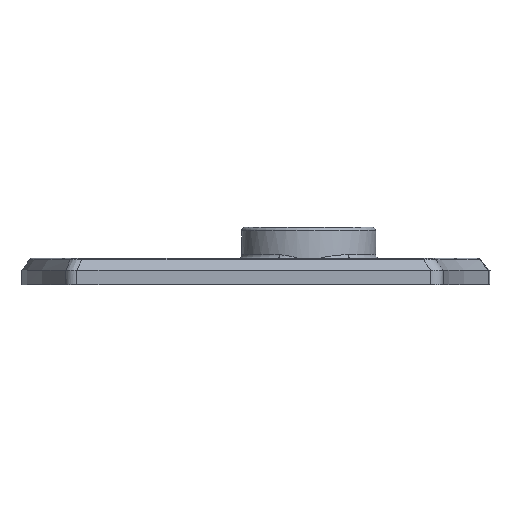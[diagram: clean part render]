
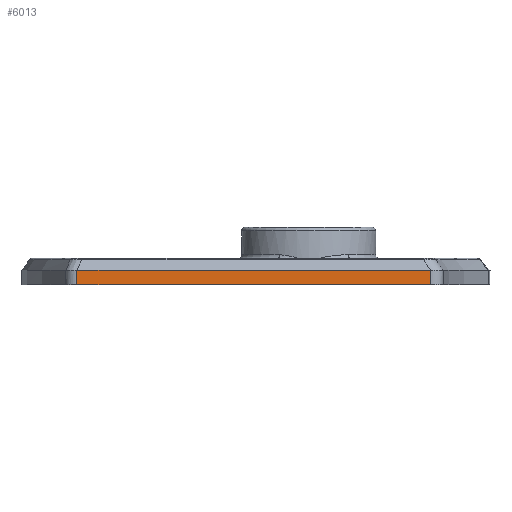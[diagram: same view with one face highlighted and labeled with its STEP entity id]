
A CAD part, left-side view. The second image highlights one B-rep face of the part: STEP entity #6013.
In plain terms, the highlighted face is planar.
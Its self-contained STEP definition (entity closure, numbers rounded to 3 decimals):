
#326=LINE('',#8819,#1004);
#727=LINE('',#9895,#1405);
#728=LINE('',#9899,#1406);
#729=LINE('',#9900,#1407);
#1004=VECTOR('',#6982,10.);
#1405=VECTOR('',#7713,10.);
#1406=VECTOR('',#7718,10.);
#1407=VECTOR('',#7719,10.);
#1831=FACE_OUTER_BOUND('',#2198,.T.);
#2198=EDGE_LOOP('',(#4900,#4901,#4902,#4903));
#2604=VERTEX_POINT('',#8816);
#2605=VERTEX_POINT('',#8818);
#2905=VERTEX_POINT('',#9894);
#2906=VERTEX_POINT('',#9898);
#3212=EDGE_CURVE('',#2605,#2604,#326,.F.);
#3649=EDGE_CURVE('',#2905,#2605,#727,.T.);
#3651=EDGE_CURVE('',#2906,#2604,#728,.T.);
#3652=EDGE_CURVE('',#2906,#2905,#729,.T.);
#4900=ORIENTED_EDGE('',*,*,#3212,.T.);
#4901=ORIENTED_EDGE('',*,*,#3651,.F.);
#4902=ORIENTED_EDGE('',*,*,#3652,.T.);
#4903=ORIENTED_EDGE('',*,*,#3649,.T.);
#5715=PLANE('',#6440);
#6013=ADVANCED_FACE('',(#1831),#5715,.T.);
#6440=AXIS2_PLACEMENT_3D('',#9897,#7716,#7717);
#6982=DIRECTION('',(0.,-1.,0.));
#7713=DIRECTION('',(0.,0.,-1.));
#7716=DIRECTION('center_axis',(1.,0.,0.));
#7717=DIRECTION('ref_axis',(0.,-1.,0.));
#7718=DIRECTION('',(0.,0.,-1.));
#7719=DIRECTION('',(0.,-1.,0.));
#8816=CARTESIAN_POINT('',(-8.173,-25.879,-15.178));
#8818=CARTESIAN_POINT('',(-8.173,-126.147,-15.178));
#8819=CARTESIAN_POINT('',(-8.173,-38.568,-15.178));
#9894=CARTESIAN_POINT('',(-8.173,-126.147,-11.091));
#9895=CARTESIAN_POINT('',(-8.173,-126.147,-11.091));
#9897=CARTESIAN_POINT('Origin',(-8.173,-25.879,-11.091));
#9898=CARTESIAN_POINT('',(-8.173,-25.879,-11.091));
#9899=CARTESIAN_POINT('',(-8.173,-25.879,-11.091));
#9900=CARTESIAN_POINT('',(-8.173,-25.879,-11.091));
